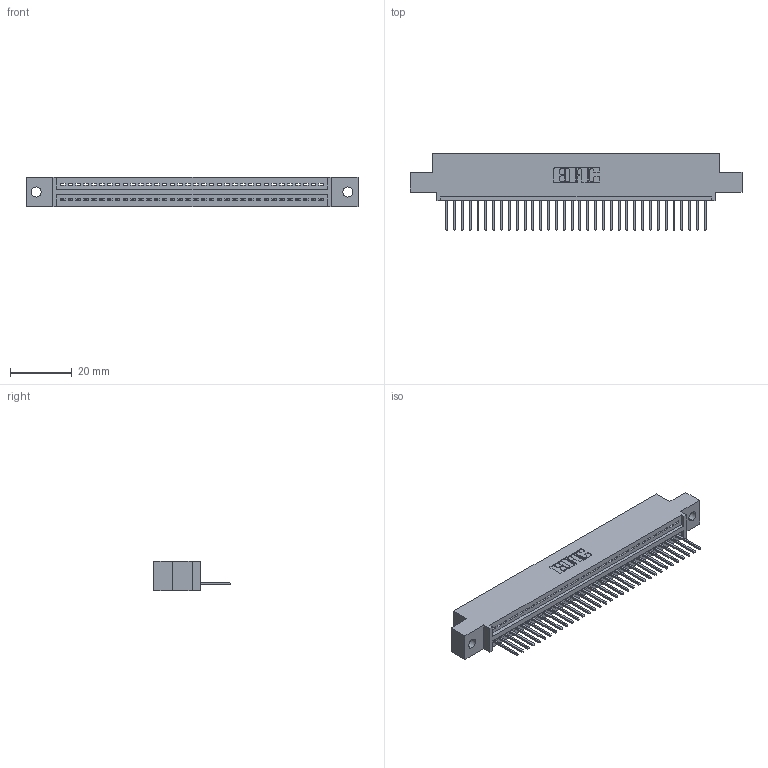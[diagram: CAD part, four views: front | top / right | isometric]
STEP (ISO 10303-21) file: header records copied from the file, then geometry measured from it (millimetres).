
FILE_DESCRIPTION (( 'STEP AP203' ), '1' );
FILE_NAME ('345-034-523-402.STEP', '2019-10-07T18:50:07', ( '' ), ( '' ), 'SwSTEP 2.0', 'SolidWorks 2016', '' );
FILE_SCHEMA (( 'CONFIG_CONTROL_DESIGN' ));
Length unit declared in the file: inch
Products named in the file (3): 345-292-001_345-293-123; 345-034-523-402; 345 Part_0.110 Offset - 0.128 Dia
Assembly tree (35 placements, depth 2):
  345-034-523-402
    345 Part_0.110 Offset - 0.128 Dia
    345-292-001_345-293-123  x34
Bounding box: 107.57 x 24.82 x 9.4 mm (x, y, z)
Volume: 10028.3 mm3; surface area: 13065.4 mm2
Topology: 35 solids, 35 shells, 2102 faces, 6337 edges, 4178 vertices
Faces by surface type: plane 1444, cylinder 658
Entity records: 26819 total; most frequent: CARTESIAN_POINT 4654, ORIENTED_EDGE 4622, DIRECTION 4075, EDGE_CURVE 2311, VECTOR 2043, LINE 2043, VERTEX_POINT 1538, AXIS2_PLACEMENT_3D 1016
